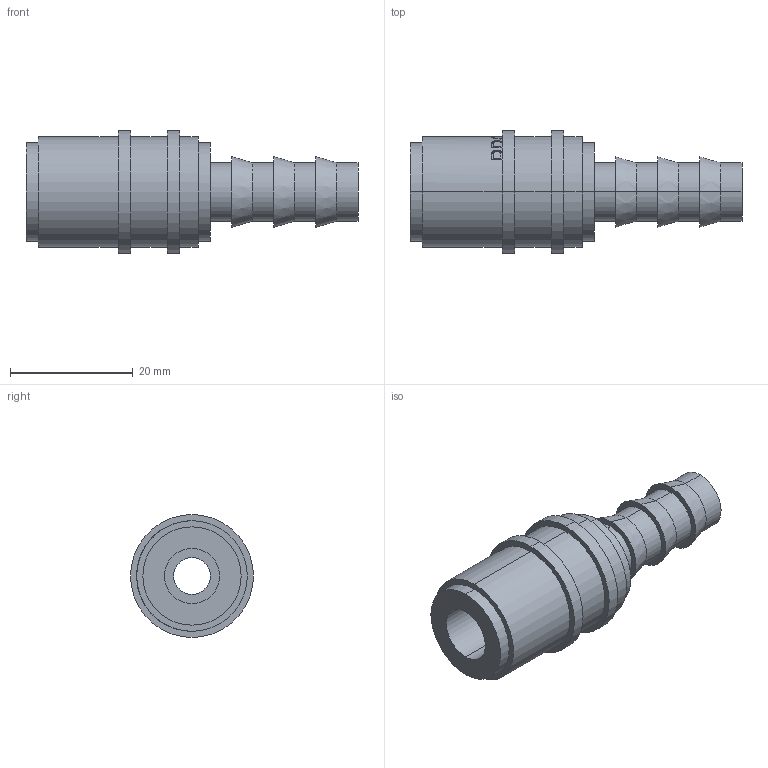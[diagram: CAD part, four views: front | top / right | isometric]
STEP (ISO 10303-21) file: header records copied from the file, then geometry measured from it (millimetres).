
FILE_DESCRIPTION (( 'STEP AP203' ), '1' );
FILE_NAME ('4a3b.STEP', '2022-08-05T10:25:08', ( '' ), ( '' ), 'SwSTEP 2.0', 'SolidWorks 2019', '' );
FILE_SCHEMA (( 'CONFIG_CONTROL_DESIGN' ));
Length unit declared in the file: millimetre
Products named in the file (1): 4a3b
Bounding box: 54 x 20 x 20 mm (x, y, z)
Volume: 7463 mm3; surface area: 4454.3 mm2
Topology: 1 solids, 1 shells, 138 faces, 351 edges, 225 vertices
Faces by surface type: cylinder 45, plane 45, bspline 42, cone 6
Entity records: 8984 total; most frequent: CARTESIAN_POINT 5881, ORIENTED_EDGE 702, DIRECTION 512, EDGE_CURVE 351, VERTEX_POINT 225, AXIS2_PLACEMENT_3D 215, EDGE_LOOP 154, B_SPLINE_CURVE_WITH_KNOTS 151
